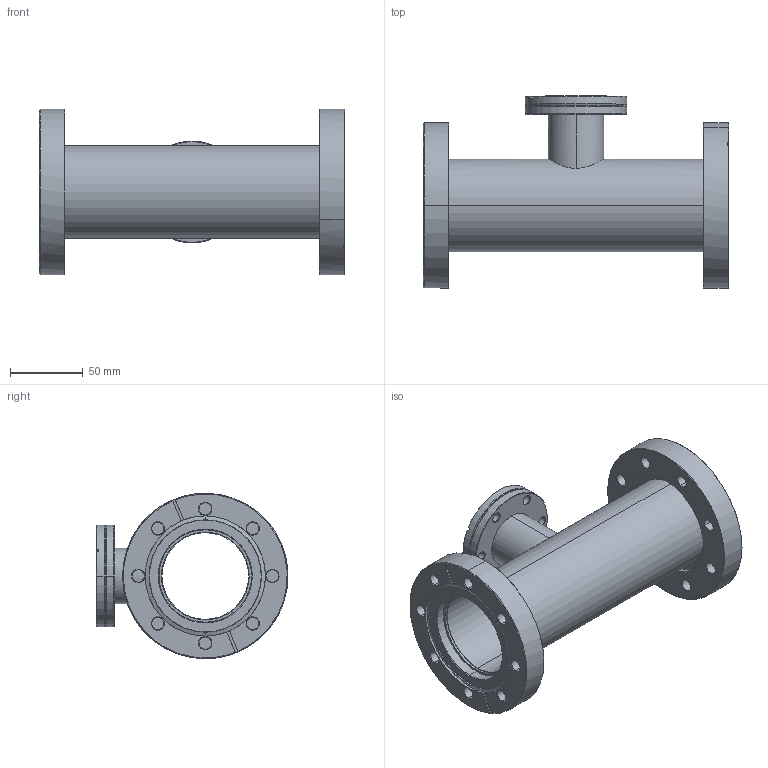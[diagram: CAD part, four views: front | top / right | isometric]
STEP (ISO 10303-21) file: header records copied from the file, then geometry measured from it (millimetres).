
FILE_DESCRIPTION (( 'STEP AP214' ), '1' );
FILE_NAME ('Hositrad_FTR63-35R.STEP', '2017-05-22T10:29:41', ( 'Gebruiker' ), ( '' ), 'SwSTEP 2.0', 'SolidWorks 2017', '' );
FILE_SCHEMA (( 'AUTOMOTIVE_DESIGN' ));
Length unit declared in the file: millimetre
Products named in the file (7): CF63-64-R-innerring; CF63-R-outerring; NW63CF-weld_Tube63.5; Reducer-T-all_63-35; Hositrad_FTR63-35R; NW35CF-Weld-38.1; CF63-64-R
Assembly tree (6 placements, depth 3):
  Hositrad_FTR63-35R
    Reducer-T-all_63-35
    NW63CF-weld_Tube63.5
    CF63-64-R
      CF63-R-outerring
      CF63-64-R-innerring
    NW35CF-Weld-38.1
Bounding box: 209.6 x 131.75 x 113.5 mm (x, y, z)
Volume: 332853.1 mm3; surface area: 155554.3 mm2
Topology: 5 solids, 5 shells, 263 faces, 607 edges, 359 vertices
Faces by surface type: cone 138, cylinder 84, plane 35, torus 4, bspline 2
Entity records: 8499 total; most frequent: CARTESIAN_POINT 1953, DIRECTION 1457, ORIENTED_EDGE 1214, EDGE_CURVE 607, AXIS2_PLACEMENT_3D 601, VERTEX_POINT 359, CIRCLE 330, EDGE_LOOP 324
